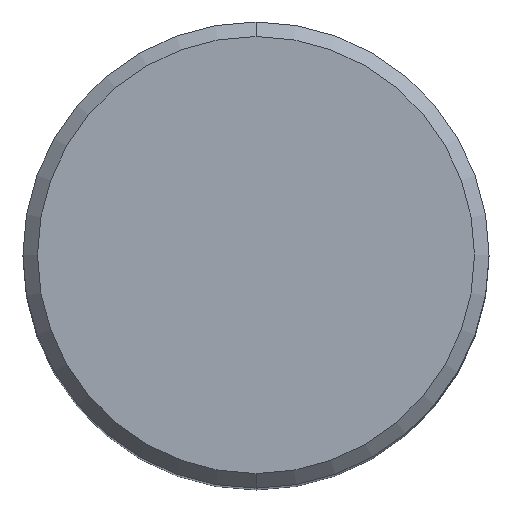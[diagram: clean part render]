
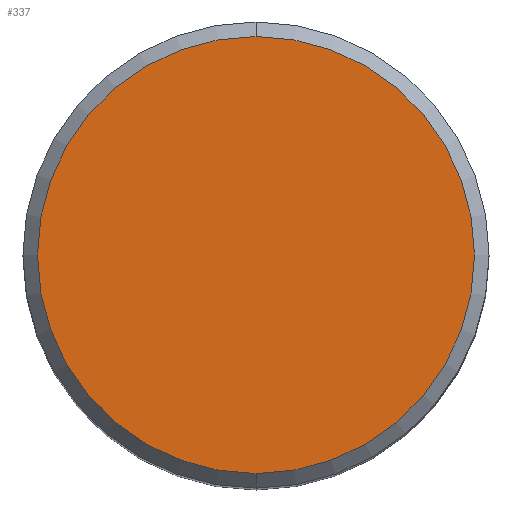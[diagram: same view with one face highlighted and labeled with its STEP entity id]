
A CAD part, top view. The second image highlights one B-rep face of the part: STEP entity #337.
In plain terms, the highlighted planar face has unit normal (0, 0, 1).
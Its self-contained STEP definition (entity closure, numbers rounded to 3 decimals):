
#253=EDGE_CURVE('',#275,#383,#553,.T.);
#275=VERTEX_POINT('',#577);
#337=ADVANCED_FACE('',(#647),#648,.T.);
#383=VERTEX_POINT('',#695);
#431=EDGE_CURVE('',#383,#275,#749,.T.);
#553=CIRCLE('',#958,15.0);
#577=CARTESIAN_POINT('',(0.0,15.0,72.804));
#647=FACE_OUTER_BOUND('',#1144,.T.);
#648=PLANE('',#1145);
#695=CARTESIAN_POINT('',(0.,-15.0,72.804));
#749=CIRCLE('',#1371,15.0);
#958=AXIS2_PLACEMENT_3D('',#1520,#1521,#1522);
#1144=EDGE_LOOP('',(#1635,#1636));
#1145=AXIS2_PLACEMENT_3D('',#1637,#1638,#1639);
#1371=AXIS2_PLACEMENT_3D('',#1731,#1732,#1733);
#1520=CARTESIAN_POINT('',(0.0,0.0,72.804));
#1521=DIRECTION('',(0.0,0.0,-1.0));
#1522=DIRECTION('',(0.0,1.0,0.0));
#1635=ORIENTED_EDGE('',*,*,#253,.F.);
#1636=ORIENTED_EDGE('',*,*,#431,.F.);
#1637=CARTESIAN_POINT('',(0.0,7.5,72.804));
#1638=DIRECTION('',(-0.0,0.0,1.0));
#1639=DIRECTION('',(0.0,-1.0,0.0));
#1731=CARTESIAN_POINT('',(0.0,0.0,72.804));
#1732=DIRECTION('',(0.0,0.0,-1.0));
#1733=DIRECTION('',(0.0,1.0,0.0));
